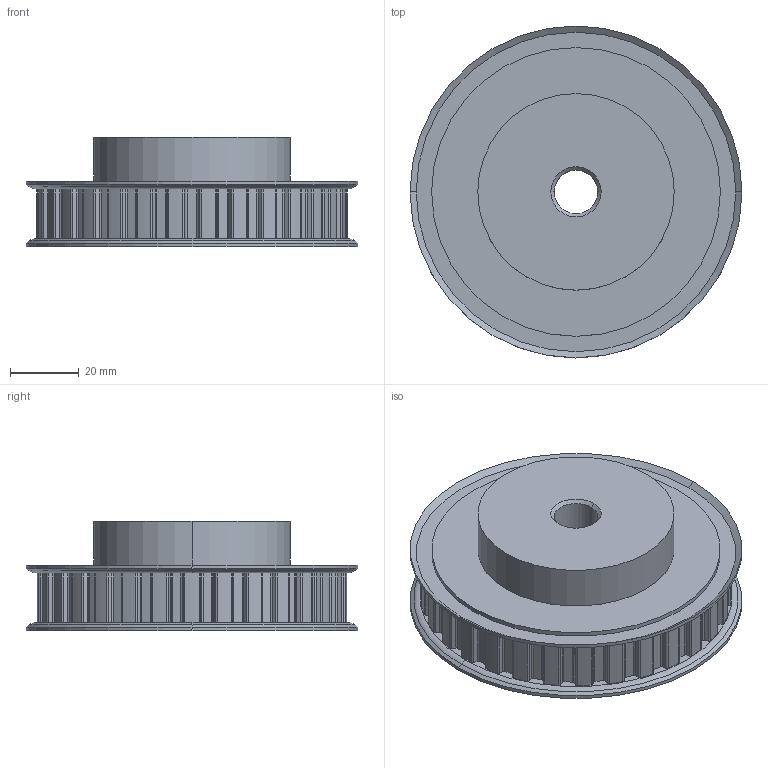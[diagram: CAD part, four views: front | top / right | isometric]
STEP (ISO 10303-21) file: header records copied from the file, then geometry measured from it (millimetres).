
FILE_DESCRIPTION (( 'STEP AP214' ), '1' );
FILE_NAME ('SPB30L050BF-500.STEP', '2015-12-10T15:10:16', ( '' ), ( '' ), 'SwSTEP 2.0', 'SolidWorks 2015', '' );
FILE_SCHEMA (( 'AUTOMOTIVE_DESIGN' ));
Length unit declared in the file: inch
Products named in the file (1): SPB30L050BF-500
Bounding box: 96.52 x 96.52 x 31.75 mm (x, y, z)
Volume: 146673.7 mm3; surface area: 26967.4 mm2
Topology: 1 solids, 1 shells, 300 faces, 863 edges, 570 vertices
Faces by surface type: cylinder 187, plane 97, cone 12, torus 4
Entity records: 10037 total; most frequent: DIRECTION 1859, CARTESIAN_POINT 1734, ORIENTED_EDGE 1726, EDGE_CURVE 863, AXIS2_PLACEMENT_3D 695, VERTEX_POINT 570, LINE 469, VECTOR 469
